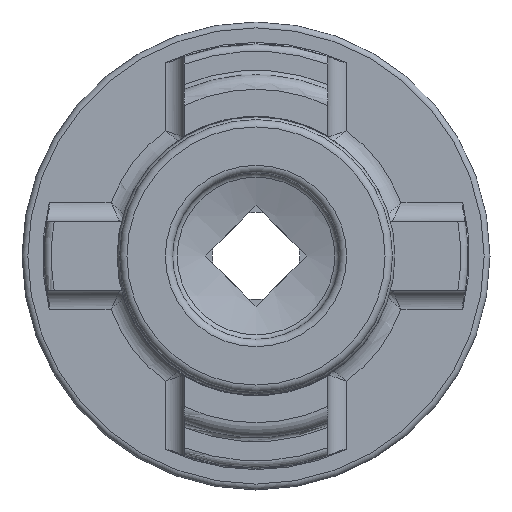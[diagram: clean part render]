
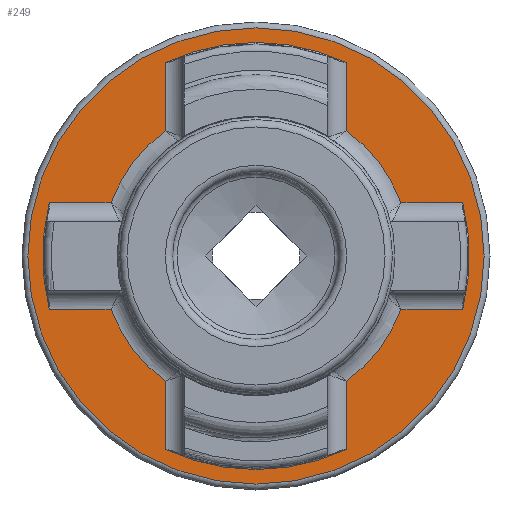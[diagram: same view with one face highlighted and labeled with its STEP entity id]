
A CAD part, left-side view. The second image highlights one B-rep face of the part: STEP entity #249.
In plain terms, the highlighted planar face has unit normal (-1, 0, 0).
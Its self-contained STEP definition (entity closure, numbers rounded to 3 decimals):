
#2 = CARTESIAN_POINT ( 'NONE',  ( 23.8, -14.41, 3.65 ) ) ;
#16 = CIRCLE ( 'NONE', #3852, 14.6 ) ;
#24 = DIRECTION ( 'NONE',  ( 0., 0., -1. ) ) ;
#78 = DIRECTION ( 'NONE',  ( 0., 0., -1. ) ) ;
#80 = CARTESIAN_POINT ( 'NONE',  ( 23.8, -6.2, 7.857 ) ) ;
#124 = ORIENTED_EDGE ( 'NONE', *, *, #4452, .T. ) ;
#146 = VERTEX_POINT ( 'NONE', #826 ) ;
#210 = ORIENTED_EDGE ( 'NONE', *, *, #4181, .F. ) ;
#243 = EDGE_CURVE ( 'NONE', #3219, #2683, #2832, .T. ) ;
#249 = ADVANCED_FACE ( 'NONE', ( #2898, #1294 ), #1034, .F. ) ;
#300 = AXIS2_PLACEMENT_3D ( 'NONE', #1465, #4999, #1495 ) ;
#310 = CIRCLE ( 'NONE', #300, 10.56 ) ;
#352 = CARTESIAN_POINT ( 'NONE',  ( 23.8, -6.2, 13.218 ) ) ;
#383 = EDGE_CURVE ( 'NONE', #2574, #2683, #3090, .T. ) ;
#459 = VECTOR ( 'NONE', #2111, 1000. ) ;
#526 = CIRCLE ( 'NONE', #4542, 14.6 ) ;
#547 = DIRECTION ( 'NONE',  ( 0., 0., -1. ) ) ;
#549 = DIRECTION ( 'NONE',  ( -1., 0., 0. ) ) ;
#596 = CARTESIAN_POINT ( 'NONE',  ( 23.8, -6.2, 8.548 ) ) ;
#740 = ORIENTED_EDGE ( 'NONE', *, *, #4151, .T. ) ;
#785 = EDGE_CURVE ( 'NONE', #1405, #4445, #4112, .T. ) ;
#825 = VERTEX_POINT ( 'NONE', #1295 ) ;
#826 = CARTESIAN_POINT ( 'NONE',  ( 23.8, 6.2, 13.218 ) ) ;
#912 = CARTESIAN_POINT ( 'NONE',  ( 23.8, 9.909, -3.65 ) ) ;
#924 = DIRECTION ( 'NONE',  ( 0., 0., 1. ) ) ;
#935 = CARTESIAN_POINT ( 'NONE',  ( 23.8, 6.2, -13.218 ) ) ;
#985 = ORIENTED_EDGE ( 'NONE', *, *, #243, .F. ) ;
#1018 = CARTESIAN_POINT ( 'NONE',  ( 23.8, 0., 0. ) ) ;
#1034 = PLANE ( 'NONE',  #4667 ) ;
#1066 = ORIENTED_EDGE ( 'NONE', *, *, #2716, .T. ) ;
#1104 = AXIS2_PLACEMENT_3D ( 'NONE', #3831, #4662, #1450 ) ;
#1113 = VERTEX_POINT ( 'NONE', #912 ) ;
#1137 = ORIENTED_EDGE ( 'NONE', *, *, #3944, .T. ) ;
#1184 = CARTESIAN_POINT ( 'NONE',  ( 23.8, -14.136, 3.65 ) ) ;
#1214 = VERTEX_POINT ( 'NONE', #3374 ) ;
#1254 = AXIS2_PLACEMENT_3D ( 'NONE', #1018, #4574, #4217 ) ;
#1262 = EDGE_CURVE ( 'NONE', #3695, #5000, #310, .T. ) ;
#1294 = FACE_OUTER_BOUND ( 'NONE', #4858, .T. ) ;
#1295 = CARTESIAN_POINT ( 'NONE',  ( 23.8, -6.2, -13.218 ) ) ;
#1360 = CARTESIAN_POINT ( 'NONE',  ( 23.8, -8.957, -3.65 ) ) ;
#1368 = CARTESIAN_POINT ( 'NONE',  ( 23.8, 0., 0. ) ) ;
#1372 = ORIENTED_EDGE ( 'NONE', *, *, #3529, .T. ) ;
#1405 = VERTEX_POINT ( 'NONE', #352 ) ;
#1449 = AXIS2_PLACEMENT_3D ( 'NONE', #1368, #2883, #547 ) ;
#1450 = DIRECTION ( 'NONE',  ( 0., 0., -1. ) ) ;
#1451 = CARTESIAN_POINT ( 'NONE',  ( 23.8, 14.6, 0. ) ) ;
#1465 = CARTESIAN_POINT ( 'NONE',  ( 23.8, 0., 0. ) ) ;
#1469 = LINE ( 'NONE', #2409, #2026 ) ;
#1495 = DIRECTION ( 'NONE',  ( 0., 0., -1. ) ) ;
#1499 = CARTESIAN_POINT ( 'NONE',  ( 23.8, 0., 0. ) ) ;
#1518 = DIRECTION ( 'NONE',  ( 0., 0., 1. ) ) ;
#1642 = VERTEX_POINT ( 'NONE', #3985 ) ;
#1773 = ORIENTED_EDGE ( 'NONE', *, *, #3292, .T. ) ;
#1786 = DIRECTION ( 'NONE',  ( 0., 0., -1. ) ) ;
#1813 = CARTESIAN_POINT ( 'NONE',  ( 23.8, -14.136, -3.65 ) ) ;
#1819 = CARTESIAN_POINT ( 'NONE',  ( 23.8, 0., 0. ) ) ;
#1863 = DIRECTION ( 'NONE',  ( -1., 0., 0. ) ) ;
#1868 = DIRECTION ( 'NONE',  ( 0., -1., 0. ) ) ;
#1903 = LINE ( 'NONE', #1360, #459 ) ;
#1947 = VERTEX_POINT ( 'NONE', #4727 ) ;
#2019 = ORIENTED_EDGE ( 'NONE', *, *, #785, .T. ) ;
#2026 = VECTOR ( 'NONE', #2812, 1000. ) ;
#2044 = DIRECTION ( 'NONE',  ( 0., -1., 0. ) ) ;
#2055 = VECTOR ( 'NONE', #2044, 1000. ) ;
#2111 = DIRECTION ( 'NONE',  ( 0., 1., 0. ) ) ;
#2234 = EDGE_CURVE ( 'NONE', #2433, #825, #3345, .T. ) ;
#2286 = CARTESIAN_POINT ( 'NONE',  ( 23.8, 14.6, 3.65 ) ) ;
#2298 = ORIENTED_EDGE ( 'NONE', *, *, #1262, .T. ) ;
#2310 = CARTESIAN_POINT ( 'NONE',  ( 23.8, 0., 0. ) ) ;
#2323 = VECTOR ( 'NONE', #924, 1000. ) ;
#2337 = ORIENTED_EDGE ( 'NONE', *, *, #4785, .T. ) ;
#2409 = CARTESIAN_POINT ( 'NONE',  ( 23.8, 6.2, 0. ) ) ;
#2433 = VERTEX_POINT ( 'NONE', #935 ) ;
#2445 = CARTESIAN_POINT ( 'NONE',  ( 23.8, 14.6, -3.65 ) ) ;
#2491 = EDGE_CURVE ( 'NONE', #4445, #2574, #3013, .T. ) ;
#2503 = VECTOR ( 'NONE', #24, 1000. ) ;
#2574 = VERTEX_POINT ( 'NONE', #4687 ) ;
#2617 = ORIENTED_EDGE ( 'NONE', *, *, #2491, .T. ) ;
#2623 = CIRCLE ( 'NONE', #1104, 10.56 ) ;
#2683 = VERTEX_POINT ( 'NONE', #1184 ) ;
#2694 = VERTEX_POINT ( 'NONE', #4803 ) ;
#2716 = EDGE_CURVE ( 'NONE', #1947, #146, #1469, .T. ) ;
#2745 = LINE ( 'NONE', #2286, #3123 ) ;
#2751 = DIRECTION ( 'NONE',  ( 0., 0., 1. ) ) ;
#2787 = CIRCLE ( 'NONE', #4772, 10.56 ) ;
#2812 = DIRECTION ( 'NONE',  ( 0., 0., 1. ) ) ;
#2832 = CIRCLE ( 'NONE', #2888, 14.6 ) ;
#2877 = CARTESIAN_POINT ( 'NONE',  ( 23.8, -6.2, -13.753 ) ) ;
#2883 = DIRECTION ( 'NONE',  ( 1., 0., 0. ) ) ;
#2888 = AXIS2_PLACEMENT_3D ( 'NONE', #1499, #1863, #1518 ) ;
#2898 = FACE_BOUND ( 'NONE', #3931, .T. ) ;
#2935 = VERTEX_POINT ( 'NONE', #4311 ) ;
#2946 = VECTOR ( 'NONE', #3242, 1000. ) ;
#2993 = EDGE_CURVE ( 'NONE', #1405, #146, #526, .T. ) ;
#3013 = CIRCLE ( 'NONE', #1449, 10.56 ) ;
#3018 = DIRECTION ( 'NONE',  ( 1., 0., 0. ) ) ;
#3050 = DIRECTION ( 'NONE',  ( 0., 0., 1. ) ) ;
#3067 = DIRECTION ( 'NONE',  ( -1., 0., 0. ) ) ;
#3072 = CARTESIAN_POINT ( 'NONE',  ( 23.8, 0., 0. ) ) ;
#3090 = LINE ( 'NONE', #2, #2055 ) ;
#3123 = VECTOR ( 'NONE', #1868, 1000. ) ;
#3133 = CIRCLE ( 'NONE', #1254, 15.6 ) ;
#3219 = VERTEX_POINT ( 'NONE', #1813 ) ;
#3242 = DIRECTION ( 'NONE',  ( 0., 1., 0. ) ) ;
#3292 = EDGE_CURVE ( 'NONE', #2694, #1642, #2745, .T. ) ;
#3301 = CARTESIAN_POINT ( 'NONE',  ( 23.8, 6.2, 0. ) ) ;
#3345 = CIRCLE ( 'NONE', #4767, 14.6 ) ;
#3374 = CARTESIAN_POINT ( 'NONE',  ( 23.8, 6.2, -8.548 ) ) ;
#3378 = ORIENTED_EDGE ( 'NONE', *, *, #4750, .T. ) ;
#3429 = CARTESIAN_POINT ( 'NONE',  ( 23.8, 14.136, -3.65 ) ) ;
#3518 = LINE ( 'NONE', #3301, #2323 ) ;
#3529 = EDGE_CURVE ( 'NONE', #5000, #825, #4429, .T. ) ;
#3583 = DIRECTION ( 'NONE',  ( -1., 0., 0. ) ) ;
#3603 = ORIENTED_EDGE ( 'NONE', *, *, #383, .T. ) ;
#3695 = VERTEX_POINT ( 'NONE', #4167 ) ;
#3696 = EDGE_CURVE ( 'NONE', #1214, #1113, #2623, .T. ) ;
#3810 = VERTEX_POINT ( 'NONE', #3429 ) ;
#3814 = VECTOR ( 'NONE', #78, 1000. ) ;
#3831 = CARTESIAN_POINT ( 'NONE',  ( 23.8, 0., 0. ) ) ;
#3852 = AXIS2_PLACEMENT_3D ( 'NONE', #3072, #3583, #2751 ) ;
#3931 = EDGE_LOOP ( 'NONE', ( #985, #124, #2298, #1372, #4300, #3378, #4178, #2337, #210, #1773, #1137, #1066, #4974, #2019, #2617, #3603 ) ) ;
#3944 = EDGE_CURVE ( 'NONE', #1642, #1947, #2787, .T. ) ;
#3985 = CARTESIAN_POINT ( 'NONE',  ( 23.8, 9.909, 3.65 ) ) ;
#4112 = LINE ( 'NONE', #80, #2503 ) ;
#4151 = EDGE_CURVE ( 'NONE', #2935, #2935, #3133, .T. ) ;
#4167 = CARTESIAN_POINT ( 'NONE',  ( 23.8, -9.909, -3.65 ) ) ;
#4178 = ORIENTED_EDGE ( 'NONE', *, *, #3696, .T. ) ;
#4181 = EDGE_CURVE ( 'NONE', #2694, #3810, #16, .T. ) ;
#4217 = DIRECTION ( 'NONE',  ( 0., 0., 1. ) ) ;
#4300 = ORIENTED_EDGE ( 'NONE', *, *, #2234, .F. ) ;
#4311 = CARTESIAN_POINT ( 'NONE',  ( 23.8, 0., 15.6 ) ) ;
#4429 = LINE ( 'NONE', #2877, #3814 ) ;
#4445 = VERTEX_POINT ( 'NONE', #596 ) ;
#4452 = EDGE_CURVE ( 'NONE', #3219, #3695, #1903, .T. ) ;
#4508 = CARTESIAN_POINT ( 'NONE',  ( 23.8, 0., 0. ) ) ;
#4542 = AXIS2_PLACEMENT_3D ( 'NONE', #4508, #549, #4975 ) ;
#4574 = DIRECTION ( 'NONE',  ( -1., 0., 0. ) ) ;
#4662 = DIRECTION ( 'NONE',  ( 1., 0., 0. ) ) ;
#4667 = AXIS2_PLACEMENT_3D ( 'NONE', #1451, #5038, #4709 ) ;
#4673 = CARTESIAN_POINT ( 'NONE',  ( 23.8, -6.2, -8.548 ) ) ;
#4687 = CARTESIAN_POINT ( 'NONE',  ( 23.8, -9.909, 3.65 ) ) ;
#4709 = DIRECTION ( 'NONE',  ( 0., 0., -1. ) ) ;
#4727 = CARTESIAN_POINT ( 'NONE',  ( 23.8, 6.2, 8.548 ) ) ;
#4750 = EDGE_CURVE ( 'NONE', #2433, #1214, #3518, .T. ) ;
#4767 = AXIS2_PLACEMENT_3D ( 'NONE', #2310, #3067, #3050 ) ;
#4772 = AXIS2_PLACEMENT_3D ( 'NONE', #1819, #3018, #1786 ) ;
#4785 = EDGE_CURVE ( 'NONE', #1113, #3810, #4987, .T. ) ;
#4803 = CARTESIAN_POINT ( 'NONE',  ( 23.8, 14.136, 3.65 ) ) ;
#4858 = EDGE_LOOP ( 'NONE', ( #740 ) ) ;
#4974 = ORIENTED_EDGE ( 'NONE', *, *, #2993, .F. ) ;
#4975 = DIRECTION ( 'NONE',  ( 0., 0., 1. ) ) ;
#4987 = LINE ( 'NONE', #2445, #2946 ) ;
#4999 = DIRECTION ( 'NONE',  ( 1., 0., 0. ) ) ;
#5000 = VERTEX_POINT ( 'NONE', #4673 ) ;
#5038 = DIRECTION ( 'NONE',  ( 1., 0., 0. ) ) ;
